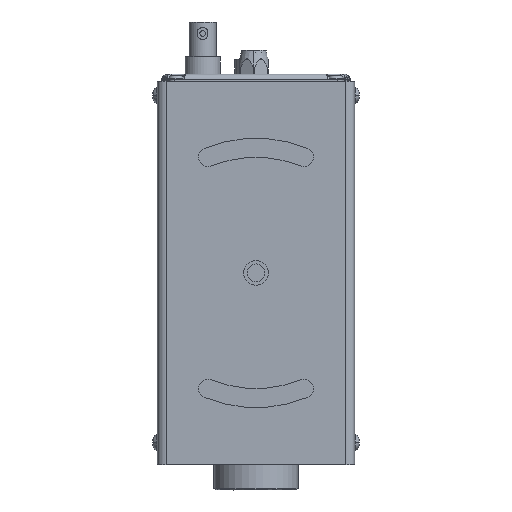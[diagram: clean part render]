
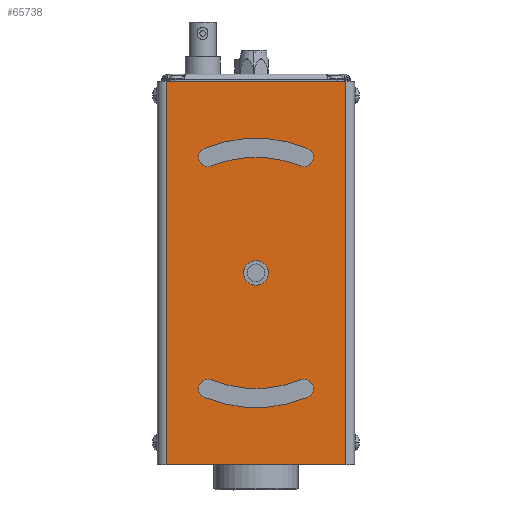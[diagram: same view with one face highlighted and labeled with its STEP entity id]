
A CAD part, front view. The second image highlights one B-rep face of the part: STEP entity #65738.
In plain terms, the highlighted planar face has unit normal (0, -1, 0).
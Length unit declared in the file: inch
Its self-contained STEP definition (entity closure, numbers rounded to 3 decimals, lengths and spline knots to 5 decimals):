
#62747=DIRECTION('',(0.,0.,-1.));
#62748=VECTOR('',#62747,5.36);
#62749=CARTESIAN_POINT('',(1.2575,0.,0.));
#62750=LINE('',#62749,#62748);
#62765=DIRECTION('',(1.,0.,0.));
#62766=VECTOR('',#62765,2.515);
#62767=CARTESIAN_POINT('',(-1.2575,0.,0.));
#62768=LINE('',#62767,#62766);
#62777=DIRECTION('',(0.,0.,-1.));
#62778=VECTOR('',#62777,5.36);
#62779=CARTESIAN_POINT('',(-1.2575,0.,0.));
#62780=LINE('',#62779,#62778);
#62781=CARTESIAN_POINT('',(0.,0.,-2.68));
#62782=DIRECTION('',(0.,-1.,0.));
#62783=DIRECTION('',(1.,0.,0.));
#62784=AXIS2_PLACEMENT_3D('',#62781,#62782,#62783);
#62786=CARTESIAN_POINT('',(0.,0.,-2.68));
#62787=DIRECTION('',(0.,-1.,0.));
#62788=DIRECTION('',(-1.,0.,0.));
#62789=AXIS2_PLACEMENT_3D('',#62786,#62787,#62788);
#62791=CARTESIAN_POINT('',(-0.6697,0.,-4.29679));
#62792=DIRECTION('',(0.,-1.,0.));
#62793=DIRECTION('',(0.383,0.,0.924));
#62794=AXIS2_PLACEMENT_3D('',#62791,#62792,#62793);
#62796=CARTESIAN_POINT('',(0.,0.,-2.68));
#62797=DIRECTION('',(0.,-1.,0.));
#62798=DIRECTION('',(-0.383,0.,-0.924));
#62799=AXIS2_PLACEMENT_3D('',#62796,#62797,#62798);
#62801=CARTESIAN_POINT('',(0.6697,0.,-4.29679));
#62802=DIRECTION('',(0.,-1.,0.));
#62803=DIRECTION('',(0.383,0.,-0.924));
#62804=AXIS2_PLACEMENT_3D('',#62801,#62802,#62803);
#62806=CARTESIAN_POINT('',(0.,0.,-2.68));
#62807=DIRECTION('',(0.,-1.,0.));
#62808=DIRECTION('',(-0.383,0.,-0.924));
#62809=AXIS2_PLACEMENT_3D('',#62806,#62807,#62808);
#62811=CARTESIAN_POINT('',(0.,0.,-2.68));
#62812=DIRECTION('',(0.,-1.,0.));
#62813=DIRECTION('',(0.383,0.,0.924));
#62814=AXIS2_PLACEMENT_3D('',#62811,#62812,#62813);
#62816=CARTESIAN_POINT('',(-0.6697,0.,-1.06321));
#62817=DIRECTION('',(0.,-1.,0.));
#62818=DIRECTION('',(-0.383,0.,0.924));
#62819=AXIS2_PLACEMENT_3D('',#62816,#62817,#62818);
#62821=CARTESIAN_POINT('',(0.,0.,-2.68));
#62822=DIRECTION('',(0.,-1.,0.));
#62823=DIRECTION('',(0.383,0.,0.924));
#62824=AXIS2_PLACEMENT_3D('',#62821,#62822,#62823);
#62826=CARTESIAN_POINT('',(0.6697,0.,-1.06321));
#62827=DIRECTION('',(0.,-1.,0.));
#62828=DIRECTION('',(-0.383,0.,-0.924));
#62829=AXIS2_PLACEMENT_3D('',#62826,#62827,#62828);
#62831=DIRECTION('',(1.,0.,0.));
#62832=VECTOR('',#62831,2.515);
#62833=CARTESIAN_POINT('',(-1.2575,0.,-5.36));
#62834=LINE('',#62833,#62832);
#64362=CARTESIAN_POINT('',(-1.2575,0.,0.));
#64364=VERTEX_POINT('',#64362);
#64365=CARTESIAN_POINT('',(1.2575,0.,0.));
#64366=VERTEX_POINT('',#64365);
#64370=CARTESIAN_POINT('',(-1.2575,0.,-5.36));
#64372=VERTEX_POINT('',#64370);
#64373=CARTESIAN_POINT('',(1.2575,0.,-5.36));
#64374=VERTEX_POINT('',#64373);
#64485=CARTESIAN_POINT('',(0.172,0.,-2.68));
#64486=CARTESIAN_POINT('',(-0.172,0.,-2.68));
#64487=VERTEX_POINT('',#64485);
#64488=VERTEX_POINT('',#64486);
#64493=CARTESIAN_POINT('',(-0.6188,0.,-4.17391));
#64494=CARTESIAN_POINT('',(-0.72059,0.,-4.41967));
#64495=VERTEX_POINT('',#64493);
#64496=VERTEX_POINT('',#64494);
#64497=CARTESIAN_POINT('',(0.6188,0.,-4.17391));
#64498=VERTEX_POINT('',#64497);
#64499=CARTESIAN_POINT('',(0.72059,0.,-4.41967));
#64500=VERTEX_POINT('',#64499);
#64501=CARTESIAN_POINT('',(0.72059,0.,-0.94033));
#64502=CARTESIAN_POINT('',(-0.72059,0.,-0.94033));
#64503=VERTEX_POINT('',#64501);
#64504=VERTEX_POINT('',#64502);
#64505=CARTESIAN_POINT('',(0.6188,0.,-1.18609));
#64506=VERTEX_POINT('',#64505);
#64507=CARTESIAN_POINT('',(-0.6188,0.,-1.18609));
#64508=VERTEX_POINT('',#64507);
#65699=CARTESIAN_POINT('',(-1.2575,0.,0.));
#65700=DIRECTION('',(0.,-1.,0.));
#65701=DIRECTION('',(1.,0.,0.));
#65702=AXIS2_PLACEMENT_3D('',#65699,#65700,#65701);
#65703=PLANE('',#65702);
#65704=ORIENTED_EDGE('',*,*,#65689,.T.);
#65705=ORIENTED_EDGE('',*,*,#65665,.T.);
#65707=ORIENTED_EDGE('',*,*,#65706,.F.);
#65709=ORIENTED_EDGE('',*,*,#65708,.F.);
#65710=EDGE_LOOP('',(#65704,#65705,#65707,#65709));
#65711=FACE_OUTER_BOUND('',#65710,.F.);
#65713=ORIENTED_EDGE('',*,*,#65712,.T.);
#65715=ORIENTED_EDGE('',*,*,#65714,.T.);
#65716=EDGE_LOOP('',(#65713,#65715));
#65717=FACE_BOUND('',#65716,.F.);
#65719=ORIENTED_EDGE('',*,*,#65718,.T.);
#65721=ORIENTED_EDGE('',*,*,#65720,.T.);
#65723=ORIENTED_EDGE('',*,*,#65722,.T.);
#65725=ORIENTED_EDGE('',*,*,#65724,.F.);
#65726=EDGE_LOOP('',(#65719,#65721,#65723,#65725));
#65727=FACE_BOUND('',#65726,.F.);
#65729=ORIENTED_EDGE('',*,*,#65728,.T.);
#65731=ORIENTED_EDGE('',*,*,#65730,.T.);
#65733=ORIENTED_EDGE('',*,*,#65732,.F.);
#65735=ORIENTED_EDGE('',*,*,#65734,.T.);
#65736=EDGE_LOOP('',(#65729,#65731,#65733,#65735));
#65737=FACE_BOUND('',#65736,.F.);
#65738=ADVANCED_FACE('',(#65711,#65717,#65727,#65737),#65703,.T.);
#62785=CIRCLE('',#62784,0.172);
#62790=CIRCLE('',#62789,0.172);
#62795=CIRCLE('',#62794,0.133);
#62800=CIRCLE('',#62799,1.883);
#62805=CIRCLE('',#62804,0.133);
#62810=CIRCLE('',#62809,1.617);
#62815=CIRCLE('',#62814,1.883);
#62820=CIRCLE('',#62819,0.133);
#62825=CIRCLE('',#62824,1.617);
#62830=CIRCLE('',#62829,0.133);
#65665=EDGE_CURVE('',#64366,#64374,#62750,.T.);
#65689=EDGE_CURVE('',#64364,#64366,#62768,.T.);
#65706=EDGE_CURVE('',#64372,#64374,#62834,.T.);
#65708=EDGE_CURVE('',#64364,#64372,#62780,.T.);
#65712=EDGE_CURVE('',#64487,#64488,#62785,.T.);
#65714=EDGE_CURVE('',#64488,#64487,#62790,.T.);
#65718=EDGE_CURVE('',#64495,#64496,#62795,.T.);
#65720=EDGE_CURVE('',#64496,#64500,#62800,.T.);
#65722=EDGE_CURVE('',#64500,#64498,#62805,.T.);
#65724=EDGE_CURVE('',#64495,#64498,#62810,.T.);
#65728=EDGE_CURVE('',#64503,#64504,#62815,.T.);
#65730=EDGE_CURVE('',#64504,#64508,#62820,.T.);
#65732=EDGE_CURVE('',#64506,#64508,#62825,.T.);
#65734=EDGE_CURVE('',#64506,#64503,#62830,.T.);
